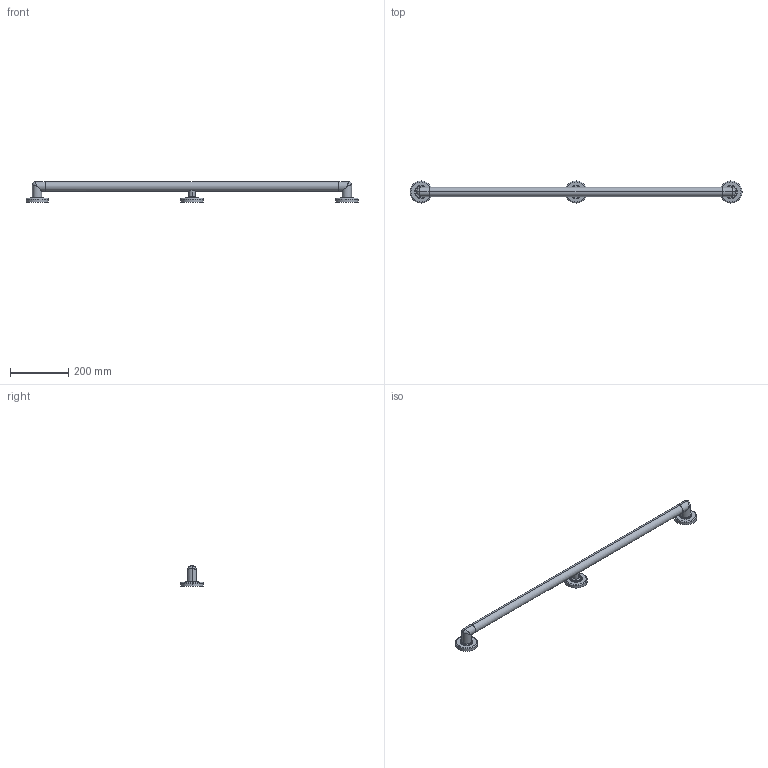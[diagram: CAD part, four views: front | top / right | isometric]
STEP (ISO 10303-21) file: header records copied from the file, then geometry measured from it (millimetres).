
FILE_DESCRIPTION((''),'2;1');
FILE_NAME('2480-3942','2021-07-12T14:45:16',('jinson.thomas'),(''),'CREO PARAMETRIC BY PTC INC, 2018400','CREO PARAMETRIC BY PTC INC, 2018400','');
FILE_SCHEMA(('CONFIG_CONTROL_DESIGN'));
Length unit declared in the file: inch
Products named in the file (1): 2480-3942
Bounding box: 1143 x 76.2 x 69.98 mm (x, y, z)
Volume: 1105477.6 mm3; surface area: 149712.7 mm2
Topology: 1 solids, 1 shells, 63 faces, 127 edges, 72 vertices
Faces by surface type: cylinder 24, torus 12, cone 10, plane 9, bspline 8
Entity records: 2581 total; most frequent: CARTESIAN_POINT 1246, DIRECTION 289, ORIENTED_EDGE 254, AXIS2_PLACEMENT_3D 127, EDGE_CURVE 127, VERTEX_POINT 72, CIRCLE 72, EDGE_LOOP 69
